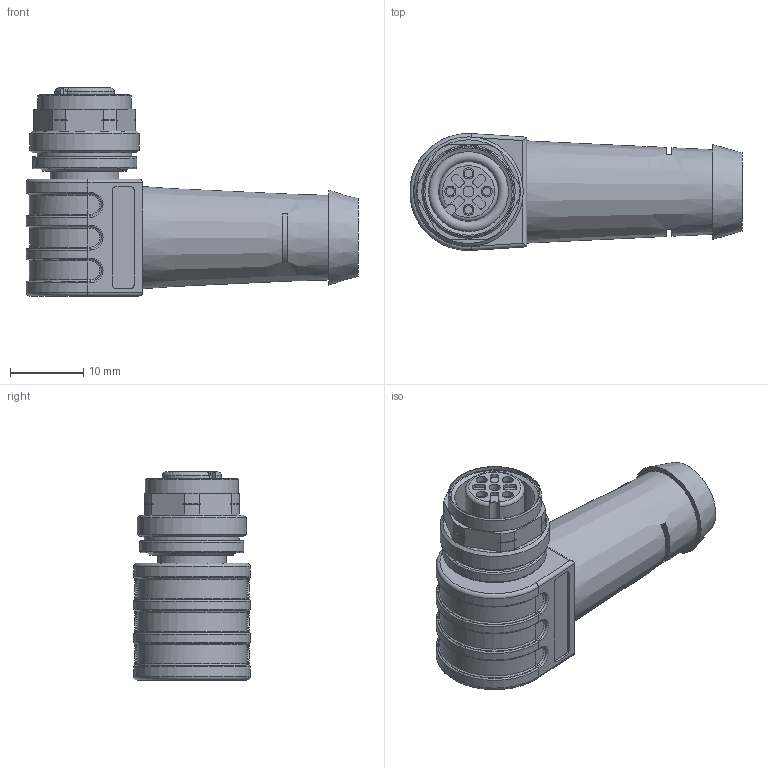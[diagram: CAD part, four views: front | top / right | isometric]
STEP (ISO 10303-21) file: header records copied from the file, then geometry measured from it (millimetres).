
FILE_DESCRIPTION(/* description */ (''),/* implementation_level */ '2;1');
FILE_NAME(/* name */ 'VK205621.stp',/* time_stamp */ '2016-10-12T08:54:54+02:00',/* author */ ('mitarbeiter'),/* organization */ (''),/* preprocessor_version */ 'ST-DEVELOPER v15.2',/* originating_system */ 'Autodesk Inventor 2014',/* authorisation */ '');
FILE_SCHEMA (('CONFIG_CONTROL_DESIGN','AUTOMOTIVE_DESIGN { 1 0 10303 214 3 1 1 }'));
Length unit declared in the file: millimetre
Products named in the file (1): VK205621
Bounding box: 45.47 x 15.97 x 28.5 mm (x, y, z)
Volume: 8503.4 mm3; surface area: 3854 mm2
Topology: 1 solids, 1 shells, 229 faces, 546 edges, 345 vertices
Faces by surface type: cylinder 104, plane 76, torus 26, cone 19, bspline 4
Full cylindrical faces by diameter (mm): 1.15 x4, 1.5 x5, 9.4 x1, 10.95 x1, 12.3 x1, 12.8 x1, 13 x1, 14.25 x1, 15 x1
Entity records: 6655 total; most frequent: CARTESIAN_POINT 1310, DIRECTION 1218, ORIENTED_EDGE 1016, EDGE_CURVE 508, AXIS2_PLACEMENT_3D 498, VERTEX_POINT 334, EDGE_LOOP 282, CIRCLE 268
